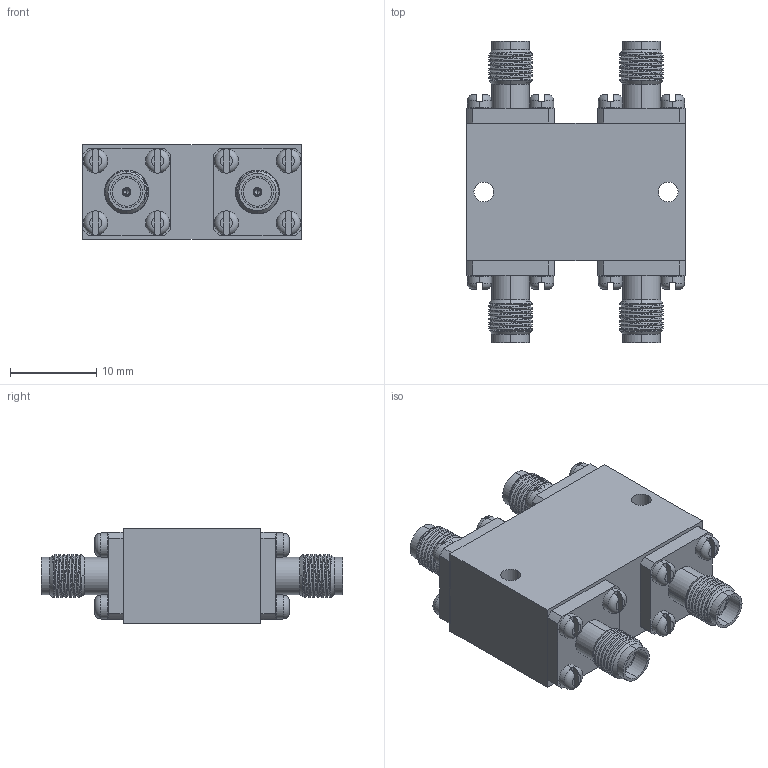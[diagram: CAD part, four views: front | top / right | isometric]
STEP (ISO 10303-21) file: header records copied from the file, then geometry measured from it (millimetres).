
FILE_DESCRIPTION (( 'STEP AP214' ), '1' );
FILE_NAME ('CZ-KK-FI.STEP', '2024-10-18T19:42:06', ( '' ), ( '' ), 'SwSTEP 2.0', 'SolidWorks 2021', '' );
FILE_SCHEMA (( 'AUTOMOTIVE_DESIGN' ));
Length unit declared in the file: millimetre
Products named in the file (1): CZ-KK-FI
Bounding box: 25.4 x 35 x 11 mm (x, y, z)
Volume: 5613 mm3; surface area: 3230.5 mm2
Topology: 17 solids, 17 shells, 465 faces, 1202 edges, 784 vertices
Faces by surface type: cylinder 206, plane 167, cone 52, torus 32, bspline 8
Entity records: 17722 total; most frequent: CARTESIAN_POINT 6548, ORIENTED_EDGE 2388, DIRECTION 2246, EDGE_CURVE 1194, AXIS2_PLACEMENT_3D 874, VERTEX_POINT 784, VECTOR 498, LINE 498
